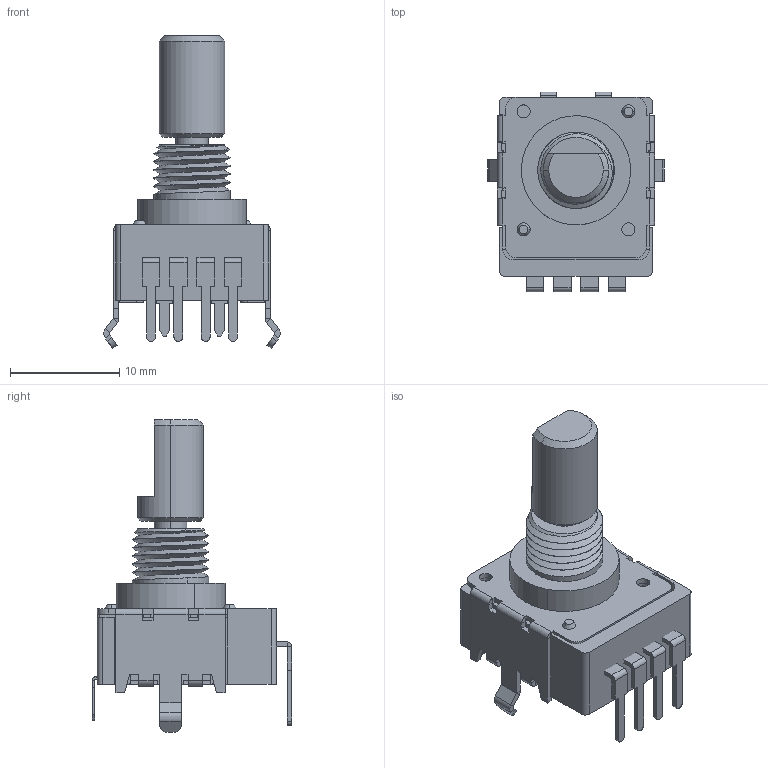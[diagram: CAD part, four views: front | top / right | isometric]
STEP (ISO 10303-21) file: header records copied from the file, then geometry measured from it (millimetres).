
FILE_DESCRIPTION(('FreeCAD Model'),'2;1');
FILE_NAME('Open CASCADE Shape Model','2023-08-14T15:24:14',(''),(''), 'Open CASCADE STEP processor 7.6','FreeCAD','Unknown');
FILE_SCHEMA(('AUTOMOTIVE_DESIGN { 1 0 10303 214 1 1 1 1 }'));
Length unit declared in the file: millimetre
Products named in the file (13): Part; RV142FPF-40B1-20F-0B10K; KV04142F-XXX; ºݤl; ¼u¤ù(·s¡^; KV22142F(¹g¦X«ᨔ©w¬[); ¶}Ķ; ¶}Ķ¥~´ށ; ¶}Ķºݤl1; ¶}Ķºݤl2; ¶b®M(B1); SV09142FP-40; Chamfer
Assembly tree (12 placements, depth 4):
  Part
    RV142FPF-40B1-20F-0B10K
      KV04142F-XXX
      ºݤl
      ¼u¤ù(·s¡^
      KV22142F(¹g¦X«ᨔ©w¬[)
      ¶}Ķ
        ¶}Ķ¥~´ށ
        ¶}Ķºݤl1
        ¶}Ķºݤl2
      ¶b®M(B1)
      SV09142FP-40
    Chamfer
Bounding box: 16.15 x 18.27 x 28.64 mm (x, y, z)
Volume: 1744.9 mm3; surface area: 4055.6 mm2
Topology: 10 solids, 10 shells, 800 faces, 2042 edges, 1286 vertices
Faces by surface type: plane 511, cylinder 254, cone 19, torus 12, revolution 2, bspline 2
Entity records: 53534 total; most frequent: CARTESIAN_POINT 11926, DIRECTION 7934, LINE 4969, VECTOR 4969, ORIENTED_EDGE 4080, PCURVE 4080, DEFINITIONAL_REPRESENTATION 4080, EDGE_CURVE 2040
